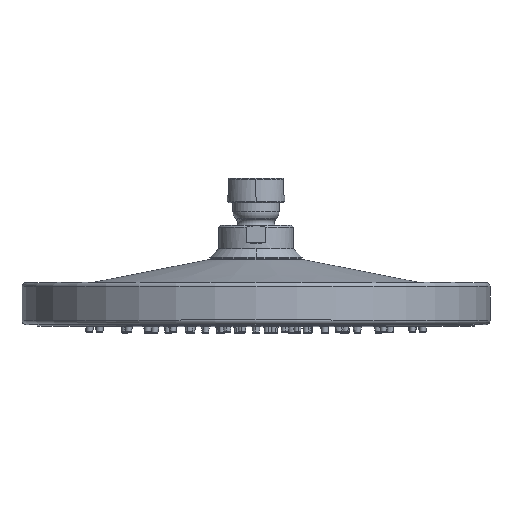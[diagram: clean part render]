
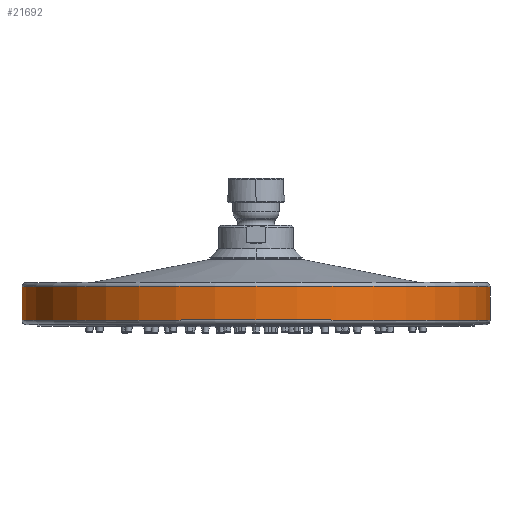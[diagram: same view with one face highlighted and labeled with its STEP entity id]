
A CAD part, top view. The second image highlights one B-rep face of the part: STEP entity #21692.
In plain terms, the highlighted cylindrical face has radius 113.03 mm (diameter 226.06 mm), a partial arc.
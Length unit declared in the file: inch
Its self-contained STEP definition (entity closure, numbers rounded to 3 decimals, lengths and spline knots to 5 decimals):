
#1352=CARTESIAN_POINT('',(0.,0.0625,0.));
#1353=DIRECTION('',(0.,-1.,0.));
#1354=DIRECTION('',(1.,0.,0.));
#1355=AXIS2_PLACEMENT_3D('',#1352,#1353,#1354);
#1360=DIRECTION('',(0.,-1.,0.));
#1361=VECTOR('',#1360,0.63792);
#1362=CARTESIAN_POINT('',(-4.45,0.70042,0.));
#1363=LINE('',#1362,#1361);
#1367=CARTESIAN_POINT('',(0.,0.70042,0.));
#1368=DIRECTION('',(0.,1.,0.));
#1369=DIRECTION('',(-1.,0.,0.));
#1370=AXIS2_PLACEMENT_3D('',#1367,#1368,#1369);
#1375=DIRECTION('',(0.,-1.,0.));
#1376=VECTOR('',#1375,0.63792);
#1377=CARTESIAN_POINT('',(4.45,0.70042,0.));
#1378=LINE('',#1377,#1376);
#20501=CARTESIAN_POINT('',(-4.45,0.70042,0.));
#20503=VERTEX_POINT('',#20501);
#20505=CARTESIAN_POINT('',(4.45,0.70042,0.));
#20507=VERTEX_POINT('',#20505);
#20528=CARTESIAN_POINT('',(-4.45,0.0625,0.));
#20529=CARTESIAN_POINT('',(4.45,0.0625,0.));
#20530=VERTEX_POINT('',#20528);
#20531=VERTEX_POINT('',#20529);
#21678=CARTESIAN_POINT('',(0.,1.28345,0.));
#21679=DIRECTION('',(0.,-1.,0.));
#21680=DIRECTION('',(-1.,0.,0.));
#21681=AXIS2_PLACEMENT_3D('',#21678,#21679,#21680);
#21682=CYLINDRICAL_SURFACE('',#21681,4.45);
#21683=ORIENTED_EDGE('',*,*,#21665,.T.);
#21685=ORIENTED_EDGE('',*,*,#21684,.F.);
#21687=ORIENTED_EDGE('',*,*,#21686,.T.);
#21689=ORIENTED_EDGE('',*,*,#21688,.T.);
#21690=EDGE_LOOP('',(#21683,#21685,#21687,#21689));
#21691=FACE_OUTER_BOUND('',#21690,.F.);
#1356=CIRCLE('',#1355,4.45);
#1371=CIRCLE('',#1370,4.45);
#21665=EDGE_CURVE('',#20531,#20530,#1356,.T.);
#21684=EDGE_CURVE('',#20503,#20530,#1363,.T.);
#21686=EDGE_CURVE('',#20503,#20507,#1371,.T.);
#21688=EDGE_CURVE('',#20507,#20531,#1378,.T.);
#21692=ADVANCED_FACE('',(#21691),#21682,.T.);
